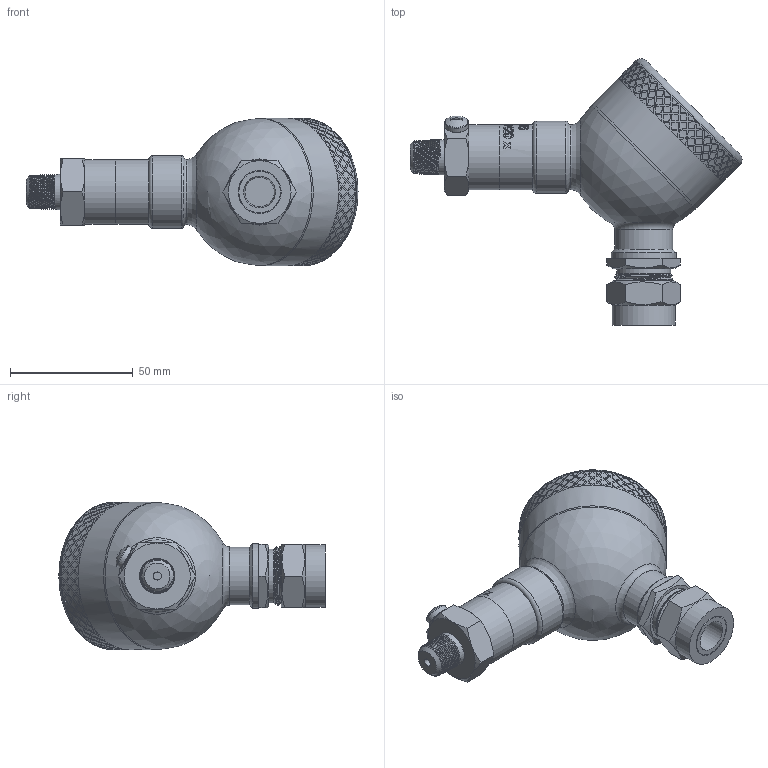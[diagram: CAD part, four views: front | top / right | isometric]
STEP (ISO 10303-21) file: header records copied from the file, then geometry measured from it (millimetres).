
FILE_DESCRIPTION(/* description */ (''),/* implementation_level */ '2;1');
FILE_NAME(/* name */ 'APZ3420x_NPT1''4_CableGlandM20x1,5Exd.step',/* time_stamp */ '2021-07-02T14:20:30+03:00',/* author */ (''),/* organization */ (''),/* preprocessor_version */ 'ST-DEVELOPER v18.1',/* originating_system */ 'Autodesk Translation Framework v10.9.0.1377',/* authorisation */ '');
FILE_SCHEMA (('AUTOMOTIVE_DESIGN { 1 0 10303 214 3 1 1 }'));
Length unit declared in the file: millimetre
Products named in the file (7): АПЗ 3420 х заполненный; NPT 1\4; Field housing; Main body; Cover without display; screw M6x1 v1; M20x1,5 steel cable gland Ex d v3
Assembly tree (6 placements, depth 3):
  АПЗ 3420 х заполненный
    NPT 1\4
    Field housing
      Main body
      Cover without display
    screw M6x1 v1
    M20x1,5 steel cable gland Ex d v3
Bounding box: 135.42 x 108.62 x 60.1 mm (x, y, z)
Volume: 241326.8 mm3; surface area: 40041.7 mm2
Topology: 5 solids, 5 shells, 1406 faces, 3440 edges, 2283 vertices
Faces by surface type: bspline 900, cylinder 300, plane 154, cone 39, torus 11, sphere 2
Full cylindrical faces by diameter (mm): 3.3 x1, 4.744 x3, 5.035 x3, 5.884 x4, 6.147 x2, 9.6 x1, 12 x1, 13 x1, 17 x2, 17.6 x1, 18.137 x7, 19.85 x6, 21 x1, 22 x1, 22.132 x1, 22.4 x1, 23.6 x1, 24.5 x2, 25.6 x1, 26.5 x3, 29.5 x1, 57.2 x1, 60 x2
Entity records: 63204 total; most frequent: CARTESIAN_POINT 37530, ORIENTED_EDGE 6874, EDGE_CURVE 3437, B_SPLINE_CURVE_WITH_KNOTS 2625, VERTEX_POINT 2283, DIRECTION 2111, EDGE_LOOP 1650, FACE_OUTER_BOUND 1406
